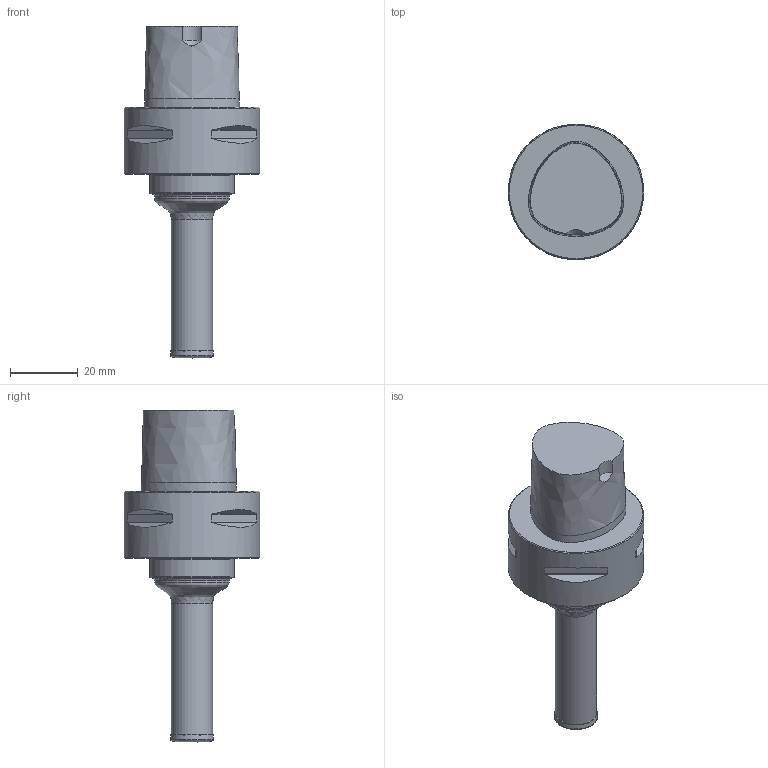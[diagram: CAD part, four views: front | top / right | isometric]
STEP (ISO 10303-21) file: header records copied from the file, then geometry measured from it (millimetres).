
FILE_DESCRIPTION(/* description */ ('3-D model version:1'),/* implementation_level */ '2;1');
FILE_NAME(/* name */ '880-D1270C4-03',/* time_stamp */ '2016-01-26T09:51:49+01:00',/* author */ ('CappDp'),/* organization */ ('AB Sandvik Coromant'),/* preprocessor_version */ 'ST-DEVELOPER v15',/* originating_system */ 'SIEMENS PLM Software NX 8.5',/* authorisation */ '');
FILE_SCHEMA (('AP203_CONFIGURATION_CONTROLLED_3D_DESIGN_OF_MECHANICAL_PARTS_AND_ASSEMBLIES_MIM_LF { 1 0 10303 403 2 1 2}'));
Length unit declared in the file: millimetre
Products named in the file (1): 9134_1_3D
Bounding box: 40 x 40 x 98 mm (x, y, z)
Volume: 48059.9 mm3; surface area: 9797.8 mm2
Topology: 2 solids, 3 shells, 57 faces, 121 edges, 76 vertices
Faces by surface type: plane 20, cylinder 15, cone 13, torus 6, bspline 2, revolution 1
Full cylindrical faces by diameter (mm): 2.89 x1, 12.15 x1, 22 x1, 25 x2, 40 x1
Entity records: 2545 total; most frequent: CARTESIAN_POINT 1387, DIRECTION 215, ORIENTED_EDGE 172, AXIS2_PLACEMENT_3D 95, EDGE_LOOP 92, EDGE_CURVE 86, VERTEX_POINT 69, FACE_BOUND 68
